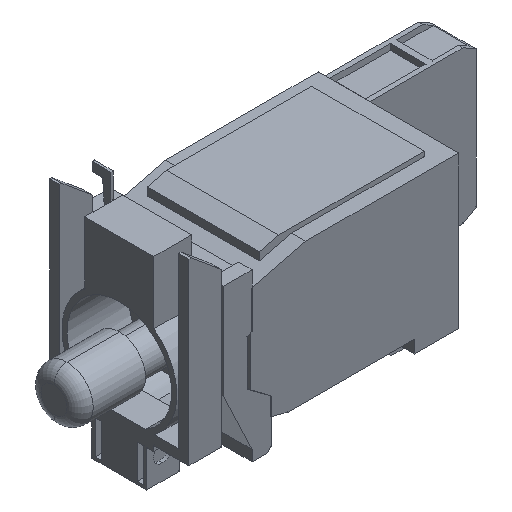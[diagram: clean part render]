
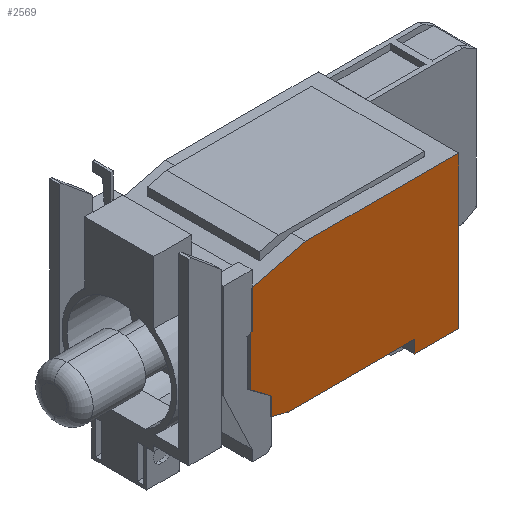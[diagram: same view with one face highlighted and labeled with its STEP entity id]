
A CAD part, isometric view. The second image highlights one B-rep face of the part: STEP entity #2569.
In plain terms, the highlighted planar face has unit normal (0, -1, 0).
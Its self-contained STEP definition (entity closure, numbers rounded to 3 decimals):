
#1788=CARTESIAN_POINT('POINT4748',(24.44,
   -14.776,17.195));
#1789=VERTEX_POINT('VERTEX4748',#1788);
#1796=CARTESIAN_POINT('POINT4749',(56.599,-14.776,
   17.195));
#1797=VERTEX_POINT('VERTEX4749',#1796);
#1798=CARTESIAN_POINT('POS7955',(24.44,-14.776,
   17.195));
#1799=DIRECTION('DIR10906',(1.,0.,0.));
#1800=VECTOR('VEC5004',#1799,25.4);
#1801=LINE('STRAIGHT5004',#1798,#1800);
#1802=EDGE_CURVE('EDGE7243',#1789,#1797,#1801,.T.);
#1865=CARTESIAN_POINT('POINT4753',(56.599,-14.776,
   -14.805));
#1866=VERTEX_POINT('VERTEX4753',#1865);
#1867=CARTESIAN_POINT('POS7960',(56.599,-14.776,
   17.195));
#1868=DIRECTION('DIR10912',(0.,0.,-1.));
#1869=VECTOR('VEC5008',#1868,25.4);
#1870=LINE('STRAIGHT5008',#1867,#1869);
#1871=EDGE_CURVE('EDGE7248',#1797,#1866,#1870,.T.);
#1896=CARTESIAN_POINT('POINT4754',(47.317,
   -14.776,-14.805));
#1897=VERTEX_POINT('VERTEX4754',#1896);
#1898=CARTESIAN_POINT('POS7964',(56.599,-14.776,
   -14.805));
#1899=DIRECTION('DIR10917',(-1.,0.,0.));
#1900=VECTOR('VEC5011',#1899,25.4);
#1901=LINE('STRAIGHT5011',#1898,#1900);
#1902=EDGE_CURVE('EDGE7251',#1866,#1897,#1901,.T.);
#1918=CARTESIAN_POINT('POINT4755',(47.317,
   -14.776,-12.083));
#1919=VERTEX_POINT('VERTEX4755',#1918);
#1920=CARTESIAN_POINT('POS7966',(47.317,-14.776,
   -14.805));
#1921=DIRECTION('DIR10920',(0.,0.,1.));
#1922=VECTOR('VEC5012',#1921,25.4);
#1923=LINE('STRAIGHT5012',#1920,#1922);
#1924=EDGE_CURVE('EDGE7253',#1897,#1919,#1923,.T.);
#1933=CARTESIAN_POINT('POINT4756',(20.744,
   -14.776,-12.083));
#1934=VERTEX_POINT('VERTEX4756',#1933);
#1935=CARTESIAN_POINT('POS7967',(47.317,-14.776,
   -12.083));
#1936=DIRECTION('DIR10921',(-1.,0.,0.));
#1937=VECTOR('VEC5013',#1936,25.4);
#1938=LINE('STRAIGHT5013',#1935,#1937);
#1939=EDGE_CURVE('EDGE7255',#1919,#1934,#1938,.T.);
#1946=CARTESIAN_POINT('POINT4757',(17.002,-14.776,
   -11.097));
#1947=VERTEX_POINT('VERTEX4757',#1946);
#1967=CARTESIAN_POINT('POS7970',(20.744,-14.776,
   -12.083));
#1968=DIRECTION('DIR10924',(-0.967,
   0.,0.255));
#1969=VECTOR('VEC5016',#1968,25.4);
#1970=LINE('STRAIGHT5016',#1967,#1969);
#1971=EDGE_CURVE('EDGE7259',#1934,#1947,#1970,.T.);
#2005=CARTESIAN_POINT('POINT4763',(12.911,
   -14.776,6.463));
#2006=VERTEX_POINT('VERTEX4763',#2005);
#2014=CARTESIAN_POINT('POINT4764',(12.911,
   -14.776,-4.174));
#2015=VERTEX_POINT('VERTEX4764',#2014);
#2022=CARTESIAN_POINT('POS7975',(12.911,-14.776,
   -10.02));
#2023=DIRECTION('DIR10931',(0.,0.,1.));
#2024=VECTOR('VEC5019',#2023,25.4);
#2025=LINE('STRAIGHT5019',#2022,#2024);
#2026=EDGE_CURVE('EDGE7266',#2015,#2006,#2025,.T.);
#2498=CARTESIAN_POINT('POINT4798',(13.002,-14.776,
   14.345));
#2499=VERTEX_POINT('VERTEX4798',#2498);
#2506=CARTESIAN_POINT('POS8032',(12.911,-14.776,
   14.322));
#2507=DIRECTION('DIR11005',(0.97,0.,
   0.242));
#2508=VECTOR('VEC5059',#2507,25.4);
#2509=LINE('STRAIGHT5059',#2506,#2508);
#2510=EDGE_CURVE('EDGE7314',#2499,#1789,#2509,.T.);
#2526=CARTESIAN_POINT('POINT4799',(13.002,-14.776,
   6.499));
#2527=VERTEX_POINT('VERTEX4799',#2526);
#2528=CARTESIAN_POINT('POS8034',(22.131,-14.776,
   10.124));
#2529=DIRECTION('DIR11008',(-0.929,
   0.,-0.369));
#2530=VECTOR('VEC5060',#2529,25.4);
#2531=LINE('STRAIGHT5060',#2528,#2530);
#2532=EDGE_CURVE('EDGE7315',#2527,#2006,#2531,.T.);
#2533=ORIENTED_EDGE('COEDGE14583',*,*,#2532,.T.);
#2534=ORIENTED_EDGE('COEDGE14584',*,*,#2026,.F.);
#2535=CARTESIAN_POINT('POINT4800',(17.002,-14.776,
   -7.22));
#2536=VERTEX_POINT('VERTEX4800',#2535);
#2537=CARTESIAN_POINT('POS8035',(18.503,-14.776,
   -8.337));
#2538=DIRECTION('DIR11009',(0.802,0.,
   -0.597));
#2539=VECTOR('VEC5061',#2538,25.4);
#2540=LINE('STRAIGHT5061',#2537,#2539);
#2541=EDGE_CURVE('EDGE7316',#2015,#2536,#2540,.T.);
#2542=ORIENTED_EDGE('COEDGE14585',*,*,#2541,.T.);
#2543=CARTESIAN_POINT('POS8036',(17.002,-14.776,
   -2.773));
#2544=DIRECTION('DIR11010',(0.,0.,-1.));
#2545=VECTOR('VEC5062',#2544,25.4);
#2546=LINE('STRAIGHT5062',#2543,#2545);
#2547=EDGE_CURVE('EDGE7317',#2536,#1947,#2546,.T.);
#2548=ORIENTED_EDGE('COEDGE14586',*,*,#2547,.T.);
#2549=ORIENTED_EDGE('COEDGE14587',*,*,#1971,.F.);
#2550=ORIENTED_EDGE('COEDGE14588',*,*,#1939,.F.);
#2551=ORIENTED_EDGE('COEDGE14589',*,*,#1924,.F.);
#2552=ORIENTED_EDGE('COEDGE14590',*,*,#1902,.F.);
#2553=ORIENTED_EDGE('COEDGE14591',*,*,#1871,.F.);
#2554=ORIENTED_EDGE('COEDGE14592',*,*,#1802,.F.);
#2555=ORIENTED_EDGE('COEDGE14593',*,*,#2510,.F.);
#2556=CARTESIAN_POINT('POS8037',(13.002,-14.776,
   9.727));
#2557=DIRECTION('DIR11011',(0.,0.,-1.));
#2558=VECTOR('VEC5063',#2557,25.4);
#2559=LINE('STRAIGHT5063',#2556,#2558);
#2560=EDGE_CURVE('EDGE7318',#2499,#2527,#2559,.T.);
#2561=ORIENTED_EDGE('COEDGE14594',*,*,#2560,.T.);
#2562=EDGE_LOOP('NONE',(#2533,#2534,#2542,#2548,#2549,#2550,#2551,#2552,
   #2553,#2554,#2555,#2561));
#2563=FACE_BOUND('LOOP1',#2562,.T.);
#2564=CARTESIAN_POINT('POS8038',(36.054,-14.776,
   1.674));
#2565=DIRECTION('DIR11012',(0.,1.,
   0.));
#2566=DIRECTION('DIR11013',(1.,0.,
   0.));
#2567=AXIS2_PLACEMENT_3D('AXIS2975',#2564,#2565,#2566);
#2568=PLANE('PLANE1646',#2567);
#2569=ADVANCED_FACE('FACE2561',(#2563),#2568,.F.);
